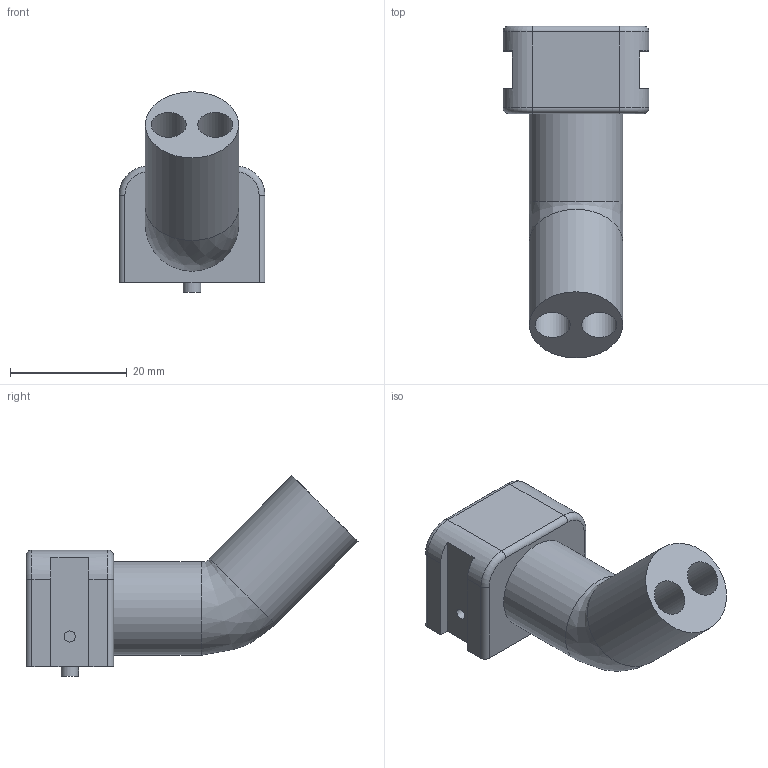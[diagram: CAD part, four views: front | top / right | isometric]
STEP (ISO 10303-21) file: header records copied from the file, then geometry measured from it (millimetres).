
FILE_DESCRIPTION(('FreeCAD Model'),'2;1');
FILE_NAME('Open CASCADE Shape Model','2021-09-09T21:44:01',('Author'),( ''),'Open CASCADE STEP processor 7.5','FreeCAD','Unknown');
FILE_SCHEMA(('AUTOMOTIVE_DESIGN { 1 0 10303 214 1 1 1 1 }'));
Length unit declared in the file: millimetre
Products named in the file (2): neck; neck001
Assembly tree (1 placements, depth 2):
  neck
    neck001
Bounding box: 25 x 56.87 x 34.33 mm (x, y, z)
Volume: 12276.8 mm3; surface area: 6591.9 mm2
Topology: 1 solids, 1 shells, 42 faces, 94 edges, 58 vertices
Faces by surface type: plane 18, cylinder 17, torus 4, revolution 3
Full cylindrical faces by diameter (mm): 1.9 x2, 3 x1, 6 x4, 16 x2
Entity records: 2481 total; most frequent: CARTESIAN_POINT 449, DIRECTION 406, LINE 211, VECTOR 211, ORIENTED_EDGE 188, PCURVE 188, DEFINITIONAL_REPRESENTATION 188, EDGE_CURVE 94
